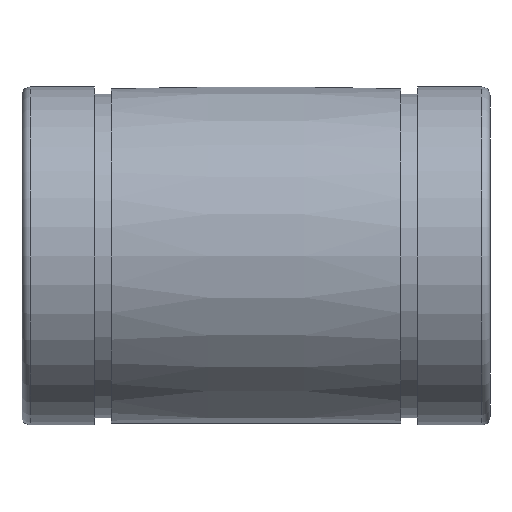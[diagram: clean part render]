
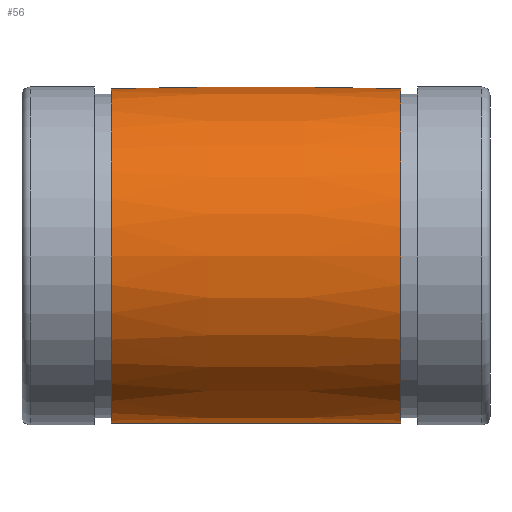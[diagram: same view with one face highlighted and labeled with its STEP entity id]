
A CAD part, front view. The second image highlights one B-rep face of the part: STEP entity #56.
In plain terms, the highlighted free-form (B-spline) face has degree [3, 3] with [4, 7] control points.
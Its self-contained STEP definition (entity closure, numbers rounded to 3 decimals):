
#56 = ADVANCED_FACE( '', ( #121, #122 ), #123, .T. );
#121 = FACE_OUTER_BOUND( '', #192, .T. );
#122 = FACE_OUTER_BOUND( '', #193, .T. );
#123 = ( BOUNDED_SURFACE(  )B_SPLINE_SURFACE( 3, 3, ( ( #196, #197, #198, #199, #200, #201, #202 ), ( #203, #204, #205, #206, #207, #208, #209 ), ( #210, #211, #212, #213, #214, #215, #216 ), ( #217, #218, #219, #220, #221, #222, #223 ) ), .UNSPECIFIED., .F., .T., .F. )B_SPLINE_SURFACE_WITH_KNOTS( ( 4, 4 ), ( 4, 3, 4 ), ( 0., 6.283 ), ( -0.025, 0., 0.025 ), .UNSPECIFIED. )GEOMETRIC_REPRESENTATION_ITEM(  )RATIONAL_B_SPLINE_SURFACE( ( ( 1., 0.333, 0.333, 1., 0.333, 0.333, 1. ), ( 1., 0.333, 0.333, 1., 0.333, 0.333, 1. ), ( 1., 0.333, 0.333, 1., 0.333, 0.333, 1. ), ( 1., 0.333, 0.333, 1., 0.333, 0.333, 1. ) ) )REPRESENTATION_ITEM( '' )SURFACE(  ) );
#192 = EDGE_LOOP( '', ( #307 ) );
#193 = EDGE_LOOP( '', ( #308 ) );
#196 = CARTESIAN_POINT( '', ( 29.15, 0., -12.862 ) );
#197 = CARTESIAN_POINT( '', ( 29.15, 25.725, -12.862 ) );
#198 = CARTESIAN_POINT( '', ( 29.15, 25.725, 12.862 ) );
#199 = CARTESIAN_POINT( '', ( 29.15, 0., 12.862 ) );
#200 = CARTESIAN_POINT( '', ( 29.15, -25.725, 12.862 ) );
#201 = CARTESIAN_POINT( '', ( 29.15, -25.725, -12.862 ) );
#202 = CARTESIAN_POINT( '', ( 29.15, 0., -12.862 ) );
#203 = CARTESIAN_POINT( '', ( 21.717, 0., -13.046 ) );
#204 = CARTESIAN_POINT( '', ( 21.717, 26.092, -13.046 ) );
#205 = CARTESIAN_POINT( '', ( 21.717, 26.092, 13.046 ) );
#206 = CARTESIAN_POINT( '', ( 21.717, 0., 13.046 ) );
#207 = CARTESIAN_POINT( '', ( 21.717, -26.092, 13.046 ) );
#208 = CARTESIAN_POINT( '', ( 21.717, -26.092, -13.046 ) );
#209 = CARTESIAN_POINT( '', ( 21.717, 0., -13.046 ) );
#210 = CARTESIAN_POINT( '', ( 14.283, 0., -13.046 ) );
#211 = CARTESIAN_POINT( '', ( 14.283, 26.092, -13.046 ) );
#212 = CARTESIAN_POINT( '', ( 14.283, 26.092, 13.046 ) );
#213 = CARTESIAN_POINT( '', ( 14.283, 0., 13.046 ) );
#214 = CARTESIAN_POINT( '', ( 14.283, -26.092, 13.046 ) );
#215 = CARTESIAN_POINT( '', ( 14.283, -26.092, -13.046 ) );
#216 = CARTESIAN_POINT( '', ( 14.283, 0., -13.046 ) );
#217 = CARTESIAN_POINT( '', ( 6.85, 0., -12.863 ) );
#218 = CARTESIAN_POINT( '', ( 6.85, 25.725, -12.863 ) );
#219 = CARTESIAN_POINT( '', ( 6.85, 25.725, 12.863 ) );
#220 = CARTESIAN_POINT( '', ( 6.85, 0., 12.863 ) );
#221 = CARTESIAN_POINT( '', ( 6.85, -25.725, 12.863 ) );
#222 = CARTESIAN_POINT( '', ( 6.85, -25.725, -12.863 ) );
#223 = CARTESIAN_POINT( '', ( 6.85, 0., -12.863 ) );
#307 = ORIENTED_EDGE( '', *, *, #356, .T. );
#308 = ORIENTED_EDGE( '', *, *, #361, .F. );
#356 = EDGE_CURVE( '', #391, #391, #392, .T. );
#361 = EDGE_CURVE( '', #399, #399, #400, .T. );
#391 = VERTEX_POINT( '', #439 );
#392 = CIRCLE( '', #440, 12.863 );
#399 = VERTEX_POINT( '', #447 );
#400 = CIRCLE( '', #448, 12.863 );
#439 = CARTESIAN_POINT( '', ( 6.85, 0., -12.863 ) );
#440 = AXIS2_PLACEMENT_3D( '', #488, #489, #490 );
#447 = CARTESIAN_POINT( '', ( 29.15, 0., -12.863 ) );
#448 = AXIS2_PLACEMENT_3D( '', #497, #498, #499 );
#488 = CARTESIAN_POINT( '', ( 6.85, 0., 0. ) );
#489 = DIRECTION( '', ( 1., 0., 0. ) );
#490 = DIRECTION( '', ( 0., 0., -1. ) );
#497 = CARTESIAN_POINT( '', ( 29.15, 0., 0. ) );
#498 = DIRECTION( '', ( 1., 0., 0. ) );
#499 = DIRECTION( '', ( 0., 0., -1. ) );
